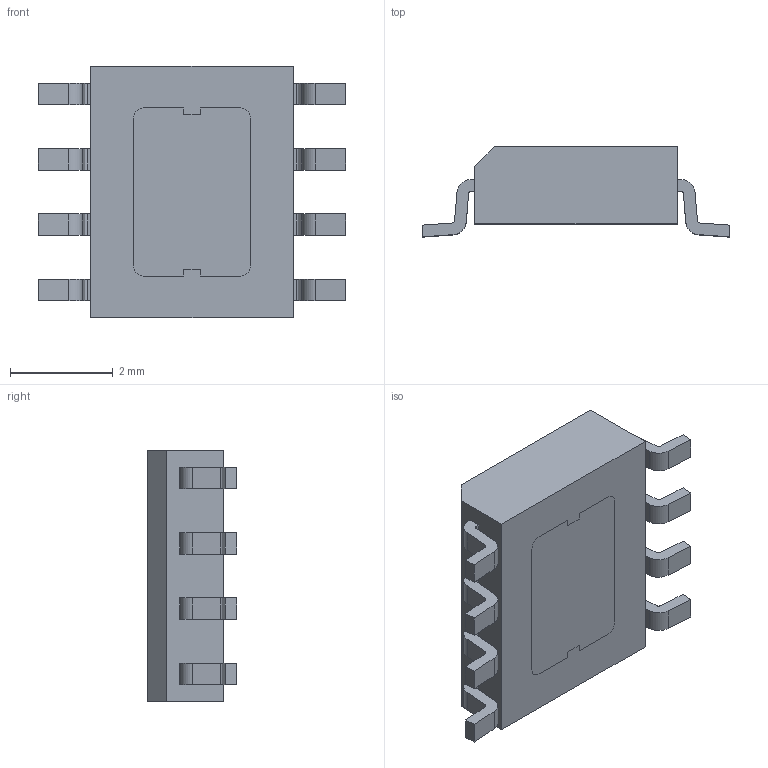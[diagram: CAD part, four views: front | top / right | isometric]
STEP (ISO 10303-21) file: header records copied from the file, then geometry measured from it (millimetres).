
FILE_DESCRIPTION (( 'STEP AP214' ), '1' );
FILE_NAME ('LT8304HS8E-1#TRPBF.STEP', '2023-06-21T12:33:39', ( '' ), ( '' ), 'SwSTEP 2.0', 'SolidWorks 2021', '' );
FILE_SCHEMA (( 'AUTOMOTIVE_DESIGN' ));
Length unit declared in the file: millimetre
Products named in the file (1): LT8304HS8E-1#TRPBF
Bounding box: 5.99 x 1.75 x 4.9 mm (x, y, z)
Volume: 29.9 mm3; surface area: 100.2 mm2
Topology: 11 solids, 11 shells, 161 faces, 411 edges, 274 vertices
Faces by surface type: plane 117, cylinder 44
Entity records: 4977 total; most frequent: CARTESIAN_POINT 847, DIRECTION 823, ORIENTED_EDGE 822, EDGE_CURVE 411, VECTOR 323, LINE 323, VERTEX_POINT 274, AXIS2_PLACEMENT_3D 250
